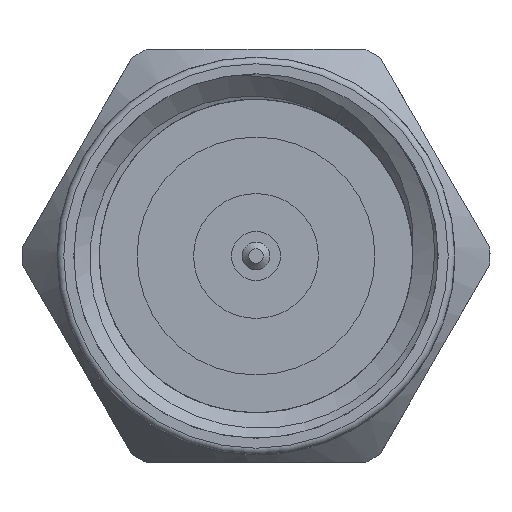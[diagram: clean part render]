
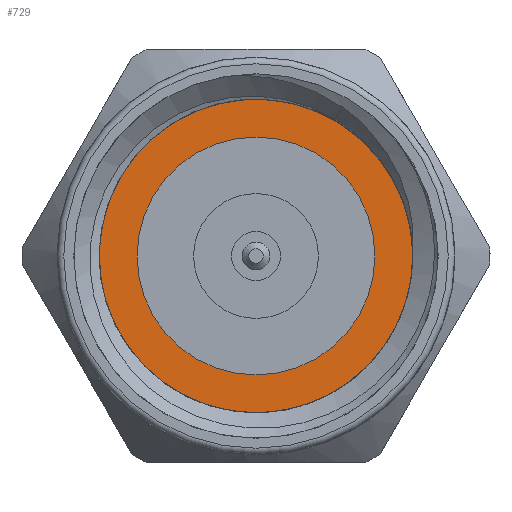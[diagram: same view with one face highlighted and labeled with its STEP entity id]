
A CAD part, left-side view. The second image highlights one B-rep face of the part: STEP entity #729.
In plain terms, the highlighted planar face has unit normal (-1, 0, 0).
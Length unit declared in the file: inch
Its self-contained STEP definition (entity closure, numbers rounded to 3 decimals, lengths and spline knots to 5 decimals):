
#3 = CARTESIAN_POINT ( 'NONE',  ( 0.15, 0.07616, -0.09126 ) ) ;
#25 = CARTESIAN_POINT ( 'NONE',  ( 0.15, 0.08203, -0.08603 ) ) ;
#115 = CARTESIAN_POINT ( 'NONE',  ( 0.15, -0.12301, -0.0441 ) ) ;
#164 = CARTESIAN_POINT ( 'NONE',  ( 0.15, 0.0967, 0.08548 ) ) ;
#180 = CARTESIAN_POINT ( 'NONE',  ( 0.15, -0.11084, -0.06627 ) ) ;
#186 = CARTESIAN_POINT ( 'NONE',  ( 0.15, 0.08396, 0.09961 ) ) ;
#205 = CARTESIAN_POINT ( 'NONE',  ( 0.15, 0.01586, -0.11913 ) ) ;
#236 = DIRECTION ( 'NONE',  ( 1., 0., 0. ) ) ;
#261 = AXIS2_PLACEMENT_3D ( 'NONE', #2897, #236, #3625 ) ;
#266 = DIRECTION ( 'NONE',  ( -1., 0., 0. ) ) ;
#501 = CARTESIAN_POINT ( 'NONE',  ( 0.15, -0.11431, -0.0609 ) ) ;
#522 = CARTESIAN_POINT ( 'NONE',  ( 0.15, -0.12363, 0.06045 ) ) ;
#560 = VERTEX_POINT ( 'NONE', #1811 ) ;
#568 = CARTESIAN_POINT ( 'NONE',  ( 0.15, -0.10324, -0.07629 ) ) ;
#605 = CARTESIAN_POINT ( 'NONE',  ( 0.15, 0.1013, -0.06171 ) ) ;
#678 = CARTESIAN_POINT ( 'NONE',  ( 0.15, 0.06367, -0.10038 ) ) ;
#702 = CARTESIAN_POINT ( 'NONE',  ( 0.15, 0.09253, -0.07462 ) ) ;
#729 = ADVANCED_FACE ( 'NONE', ( #4621, #1681 ), #3550, .T. ) ;
#893 = CARTESIAN_POINT ( 'NONE',  ( 0.15, -0.13239, -0.01389 ) ) ;
#898 = CARTESIAN_POINT ( 'NONE',  ( 0.15, 0.12318, 0.02219 ) ) ;
#921 = CARTESIAN_POINT ( 'NONE',  ( 0.15, 0.07932, 0.10385 ) ) ;
#936 = CARTESIAN_POINT ( 'NONE',  ( 0.15, -0.13287, 0.02378 ) ) ;
#1101 = CARTESIAN_POINT ( 'NONE',  ( 0.15, 0.03558, -0.11342 ) ) ;
#1126 = CARTESIAN_POINT ( 'NONE',  ( 0.15, 0.02799, -0.11527 ) ) ;
#1146 = VERTEX_POINT ( 'NONE', #4056 ) ;
#1185 = ORIENTED_EDGE ( 'NONE', *, *, #3489, .T. ) ;
#1255 = EDGE_CURVE ( 'NONE', #3731, #560, #2059, .T. ) ;
#1270 = CARTESIAN_POINT ( 'NONE',  ( 0.15, 0.10392, 0.07519 ) ) ;
#1285 = VERTEX_POINT ( 'NONE', #3115 ) ;
#1290 = CARTESIAN_POINT ( 'NONE',  ( 0.15, 0.05339, 0.12193 ) ) ;
#1308 = CARTESIAN_POINT ( 'NONE',  ( 0.15, -0.03441, -0.11861 ) ) ;
#1336 = CARTESIAN_POINT ( 'NONE',  ( 0.15, 0.01767, 0.13372 ) ) ;
#1374 = ORIENTED_EDGE ( 'NONE', *, *, #2531, .T. ) ;
#1467 = CARTESIAN_POINT ( 'NONE',  ( 0.15, 0.09724, -0.06838 ) ) ;
#1492 = CARTESIAN_POINT ( 'NONE',  ( 0.15, 0.043, -0.11082 ) ) ;
#1512 = CARTESIAN_POINT ( 'NONE',  ( 0.15, -0.00746, 0.13664 ) ) ;
#1603 = CARTESIAN_POINT ( 'NONE',  ( 0.15, -0.13196, 0.0301 ) ) ;
#1626 = CARTESIAN_POINT ( 'NONE',  ( 0.15, -0.13375, 0.00488 ) ) ;
#1647 = CARTESIAN_POINT ( 'NONE',  ( 0.15, -0.0749, -0.10122 ) ) ;
#1675 = CARTESIAN_POINT ( 'NONE',  ( 0.15, 0.10715, 0.06981 ) ) ;
#1681 = FACE_OUTER_BOUND ( 'NONE', #2276, .T. ) ;
#1694 = CARTESIAN_POINT ( 'NONE',  ( 0.15, -0.12964, -0.02646 ) ) ;
#1735 = ORIENTED_EDGE ( 'NONE', *, *, #1746, .T. ) ;
#1746 = EDGE_CURVE ( 'NONE', #1285, #1942, #1838, .T. ) ;
#1755 = DIRECTION ( 'NONE',  ( 0., -0.5, 0.866 ) ) ;
#1771 = CARTESIAN_POINT ( 'NONE',  ( 0.15, -0.11768, 0.07169 ) ) ;
#1811 = CARTESIAN_POINT ( 'NONE',  ( 0.15, 0.1013, -0.06171 ) ) ;
#1838 = B_SPLINE_CURVE_WITH_KNOTS ( 'NONE', 3,
 ( #3447, #205, #4612, #3088, #1308, #4267, #4200, #4222, #1647, #3879, #4591, #2354, #568, #180, #501, #1970, #115, #1694, #893, #1626, #3109, #936, #1603, #3156, #522, #3857 ),
 .UNSPECIFIED., .F., .F.,
 ( 4, 2, 2, 2, 2, 2, 2, 2, 2, 2, 2, 2, 4 ),
 ( 0., 0.00096, 0.00191, 0.00239, 0.00287, 0.00335, 0.00383, 0.00431, 0.00478, 0.00574, 0.00622, 0.0067, 0.00765 ),
 .UNSPECIFIED. ) ;
#1906 = AXIS2_PLACEMENT_3D ( 'NONE', #2119, #266, #1755 ) ;
#1942 = VERTEX_POINT ( 'NONE', #1771 ) ;
#1970 = CARTESIAN_POINT ( 'NONE',  ( 0.15, -0.12039, -0.04982 ) ) ;
#2003 = DIRECTION ( 'NONE',  ( -1., 0., 0. ) ) ;
#2059 = B_SPLINE_CURVE_WITH_KNOTS ( 'NONE', 3,
 ( #4086, #3366, #1512, #3001, #1336, #2727, #3520, #1290, #2772, #921, #186, #3160, #164, #1270, #1675, #4596, #4250, #2403, #898, #4616, #4636, #3499, #2749, #2062 ),
 .UNSPECIFIED., .F., .F.,
 ( 4, 2, 2, 2, 2, 2, 2, 2, 2, 2, 2, 4 ),
 ( 0., 0.00096, 0.00143, 0.00191, 0.00287, 0.00334, 0.00382, 0.0043, 0.00478, 0.00573, 0.00669, 0.00765 ),
 .UNSPECIFIED. ) ;
#2062 = CARTESIAN_POINT ( 'NONE',  ( 0.15, 0.1013, -0.06171 ) ) ;
#2119 = CARTESIAN_POINT ( 'NONE',  ( 0.15, 0., 0. ) ) ;
#2208 = ORIENTED_EDGE ( 'NONE', *, *, #1255, .T. ) ;
#2276 = EDGE_LOOP ( 'NONE', ( #1185, #2208, #3261, #1735 ) ) ;
#2354 = CARTESIAN_POINT ( 'NONE',  ( 0.15, -0.09909, -0.08099 ) ) ;
#2403 = CARTESIAN_POINT ( 'NONE',  ( 0.15, 0.12113, 0.03464 ) ) ;
#2523 = CIRCLE ( 'NONE', #261, 0.09 ) ;
#2531 = EDGE_CURVE ( 'NONE', #1146, #1146, #2523, .T. ) ;
#2727 = CARTESIAN_POINT ( 'NONE',  ( 0.15, 0.02991, 0.13076 ) ) ;
#2749 = CARTESIAN_POINT ( 'NONE',  ( 0.15, 0.10867, -0.05132 ) ) ;
#2772 = CARTESIAN_POINT ( 'NONE',  ( 0.15, 0.06455, 0.1155 ) ) ;
#2831 = CIRCLE ( 'NONE', #1906, 0.1378 ) ;
#2897 = CARTESIAN_POINT ( 'NONE',  ( 0.15, 0., 0. ) ) ;
#2951 = CARTESIAN_POINT ( 'NONE',  ( 0.15, 0.05704, -0.10429 ) ) ;
#3001 = CARTESIAN_POINT ( 'NONE',  ( 0.15, 0.01137, 0.13479 ) ) ;
#3088 = CARTESIAN_POINT ( 'NONE',  ( 0.15, -0.02195, -0.12076 ) ) ;
#3109 = CARTESIAN_POINT ( 'NONE',  ( 0.15, -0.13376, 0.01117 ) ) ;
#3115 = CARTESIAN_POINT ( 'NONE',  ( 0.15, 0.02799, -0.11527 ) ) ;
#3156 = CARTESIAN_POINT ( 'NONE',  ( 0.15, -0.12796, 0.04853 ) ) ;
#3160 = CARTESIAN_POINT ( 'NONE',  ( 0.15, 0.09266, 0.09042 ) ) ;
#3261 = ORIENTED_EDGE ( 'NONE', *, *, #4662, .T. ) ;
#3366 = CARTESIAN_POINT ( 'NONE',  ( 0.15, -0.02, 0.13616 ) ) ;
#3382 = CARTESIAN_POINT ( 'NONE',  ( 0.15, -0.03252, 0.1339 ) ) ;
#3447 = CARTESIAN_POINT ( 'NONE',  ( 0.15, 0.02799, -0.11527 ) ) ;
#3484 = DIRECTION ( 'NONE',  ( 0., -0.5, 0.866 ) ) ;
#3489 = EDGE_CURVE ( 'NONE', #1942, #3731, #2831, .T. ) ;
#3499 = CARTESIAN_POINT ( 'NONE',  ( 0.15, 0.11422, -0.03995 ) ) ;
#3520 = CARTESIAN_POINT ( 'NONE',  ( 0.15, 0.03589, 0.12887 ) ) ;
#3550 = PLANE ( 'NONE',  #4239 ) ;
#3625 = DIRECTION ( 'NONE',  ( 0., 0.5, -0.866 ) ) ;
#3731 = VERTEX_POINT ( 'NONE', #3382 ) ;
#3857 = CARTESIAN_POINT ( 'NONE',  ( 0.15, -0.11768, 0.07169 ) ) ;
#3860 = B_SPLINE_CURVE_WITH_KNOTS ( 'NONE', 3,
 ( #605, #1467, #702, #25, #3, #678, #2951, #1492, #1101, #1126 ),
 .UNSPECIFIED., .F., .F.,
 ( 4, 2, 2, 2, 4 ),
 ( 0., 0.00059, 0.00119, 0.00178, 0.00238 ),
 .UNSPECIFIED. ) ;
#3879 = CARTESIAN_POINT ( 'NONE',  ( 0.15, -0.08516, -0.09388 ) ) ;
#4056 = CARTESIAN_POINT ( 'NONE',  ( 0.15, 0.045, -0.07794 ) ) ;
#4086 = CARTESIAN_POINT ( 'NONE',  ( 0.15, -0.03252, 0.1339 ) ) ;
#4200 = CARTESIAN_POINT ( 'NONE',  ( 0.15, -0.05832, -0.11018 ) ) ;
#4222 = CARTESIAN_POINT ( 'NONE',  ( 0.15, -0.06953, -0.10448 ) ) ;
#4232 = CARTESIAN_POINT ( 'NONE',  ( 0.15, 0., 0. ) ) ;
#4239 = AXIS2_PLACEMENT_3D ( 'NONE', #4232, #2003, #3484 ) ;
#4250 = CARTESIAN_POINT ( 'NONE',  ( 0.15, 0.11527, 0.05264 ) ) ;
#4267 = CARTESIAN_POINT ( 'NONE',  ( 0.15, -0.05244, -0.11264 ) ) ;
#4591 = CARTESIAN_POINT ( 'NONE',  ( 0.15, -0.09007, -0.08977 ) ) ;
#4596 = CARTESIAN_POINT ( 'NONE',  ( 0.15, 0.11283, 0.05857 ) ) ;
#4612 = CARTESIAN_POINT ( 'NONE',  ( 0.15, 0.00344, -0.12099 ) ) ;
#4616 = CARTESIAN_POINT ( 'NONE',  ( 0.15, 0.12342, -0.00322 ) ) ;
#4621 = FACE_BOUND ( 'NONE', #4631, .T. ) ;
#4631 = EDGE_LOOP ( 'NONE', ( #1374 ) ) ;
#4636 = CARTESIAN_POINT ( 'NONE',  ( 0.15, 0.12163, -0.01564 ) ) ;
#4662 = EDGE_CURVE ( 'NONE', #560, #1285, #3860, .T. ) ;
